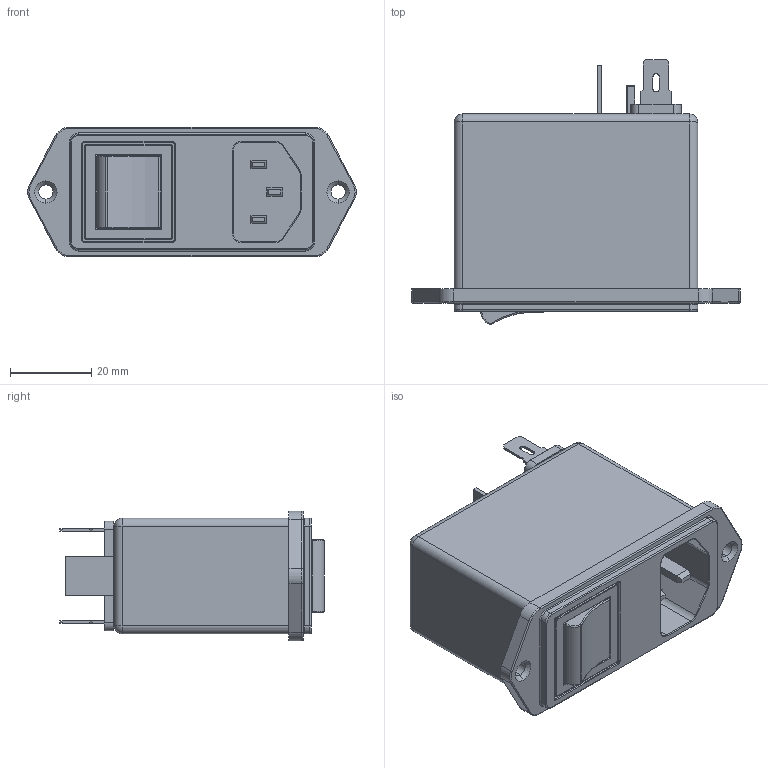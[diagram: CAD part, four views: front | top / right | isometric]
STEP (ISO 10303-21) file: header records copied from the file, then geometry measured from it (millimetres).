
FILE_DESCRIPTION(('FreeCAD Model'),'2;1');
FILE_NAME('./Mars_Schaffner.step','2020-05-09T19:49:26',('Author'),(''), 'Open CASCADE STEP processor 6.9','FreeCAD','Unknown');
FILE_SCHEMA(('AUTOMOTIVE_DESIGN { 1 0 10303 214 1 1 1 1 }'));
Length unit declared in the file: millimetre
Products named in the file (1): 0000276256
Bounding box: 80.94 x 65.25 x 32 mm (x, y, z)
Volume: 79462.1 mm3; surface area: 16303.1 mm2
Topology: 1 solids, 1 shells, 358 faces, 860 edges, 520 vertices
Faces by surface type: plane 143, cylinder 139, torus 60, sphere 10, cone 4, bspline 2
Entity records: 26287 total; most frequent: CARTESIAN_POINT 6077, DIRECTION 3492, LINE 2002, VECTOR 2002, ORIENTED_EDGE 1720, PCURVE 1720, DEFINITIONAL_REPRESENTATION 1720, EDGE_CURVE 860
